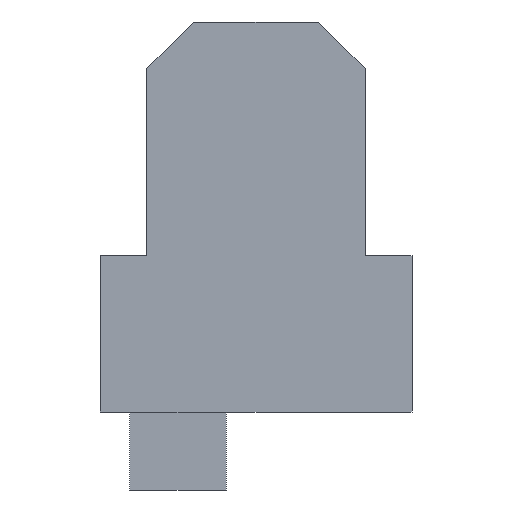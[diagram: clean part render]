
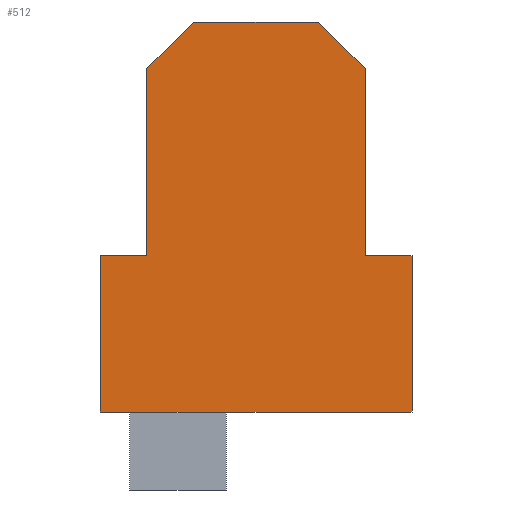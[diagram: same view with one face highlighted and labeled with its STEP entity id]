
A CAD part, front view. The second image highlights one B-rep face of the part: STEP entity #512.
In plain terms, the highlighted planar face has unit normal (0, -1, 0).
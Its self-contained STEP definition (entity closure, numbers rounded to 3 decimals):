
#38=FACE_OUTER_BOUND('',#65,.T.);
#65=EDGE_LOOP('',(#422,#423,#424,#425,#426,#427,#428,#429,#430,#431));
#73=LINE('',#688,#142);
#84=LINE('',#709,#153);
#90=LINE('',#722,#159);
#92=LINE('',#726,#161);
#133=LINE('',#808,#202);
#134=LINE('',#811,#203);
#136=LINE('',#815,#205);
#137=LINE('',#817,#206);
#138=LINE('',#818,#207);
#139=LINE('',#819,#208);
#142=VECTOR('',#563,10.);
#153=VECTOR('',#576,10.);
#159=VECTOR('',#586,10.);
#161=VECTOR('',#590,10.);
#202=VECTOR('',#661,10.);
#203=VECTOR('',#664,10.);
#205=VECTOR('',#668,10.);
#206=VECTOR('',#669,10.);
#207=VECTOR('',#670,10.);
#208=VECTOR('',#671,10.);
#211=VERTEX_POINT('',#686);
#212=VERTEX_POINT('',#687);
#221=VERTEX_POINT('',#707);
#225=VERTEX_POINT('',#719);
#226=VERTEX_POINT('',#721);
#227=VERTEX_POINT('',#725);
#253=VERTEX_POINT('',#806);
#254=VERTEX_POINT('',#810);
#255=VERTEX_POINT('',#814);
#256=VERTEX_POINT('',#816);
#257=EDGE_CURVE('',#211,#212,#73,.T.);
#268=EDGE_CURVE('',#211,#221,#84,.T.);
#274=EDGE_CURVE('',#225,#226,#90,.T.);
#276=EDGE_CURVE('',#227,#226,#92,.T.);
#317=EDGE_CURVE('',#253,#227,#133,.T.);
#318=EDGE_CURVE('',#254,#253,#134,.T.);
#320=EDGE_CURVE('',#221,#255,#136,.T.);
#321=EDGE_CURVE('',#255,#256,#137,.T.);
#322=EDGE_CURVE('',#256,#254,#138,.T.);
#323=EDGE_CURVE('',#212,#225,#139,.T.);
#422=ORIENTED_EDGE('',*,*,#257,.F.);
#423=ORIENTED_EDGE('',*,*,#268,.T.);
#424=ORIENTED_EDGE('',*,*,#320,.T.);
#425=ORIENTED_EDGE('',*,*,#321,.T.);
#426=ORIENTED_EDGE('',*,*,#322,.T.);
#427=ORIENTED_EDGE('',*,*,#318,.T.);
#428=ORIENTED_EDGE('',*,*,#317,.T.);
#429=ORIENTED_EDGE('',*,*,#276,.T.);
#430=ORIENTED_EDGE('',*,*,#274,.F.);
#431=ORIENTED_EDGE('',*,*,#323,.F.);
#485=PLANE('',#553);
#512=ADVANCED_FACE('',(#38),#485,.F.);
#553=AXIS2_PLACEMENT_3D('',#813,#666,#667);
#563=DIRECTION('',(0.707,0.,0.707));
#576=DIRECTION('',(0.,0.,-1.));
#586=DIRECTION('',(0.707,0.,-0.707));
#590=DIRECTION('',(0.,0.,1.));
#661=DIRECTION('',(-1.,0.,0.));
#664=DIRECTION('',(0.,0.,1.));
#666=DIRECTION('center_axis',(0.,1.,0.));
#667=DIRECTION('ref_axis',(1.,0.,0.));
#668=DIRECTION('',(-1.,0.,0.));
#669=DIRECTION('',(0.,0.,-1.));
#670=DIRECTION('',(1.,0.,0.));
#671=DIRECTION('',(1.,0.,0.));
#686=CARTESIAN_POINT('',(3.,0.,22.));
#687=CARTESIAN_POINT('',(6.,0.,25.));
#688=CARTESIAN_POINT('',(2.5,0.,21.5));
#707=CARTESIAN_POINT('',(3.,0.,10.));
#709=CARTESIAN_POINT('',(3.,0.,11.25));
#719=CARTESIAN_POINT('',(14.,0.,25.));
#721=CARTESIAN_POINT('',(17.,0.,22.));
#722=CARTESIAN_POINT('',(17.5,0.,21.5));
#725=CARTESIAN_POINT('',(17.,0.,10.));
#726=CARTESIAN_POINT('',(17.,0.,11.25));
#806=CARTESIAN_POINT('',(20.,0.,10.));
#808=CARTESIAN_POINT('',(15.,0.,10.));
#810=CARTESIAN_POINT('',(20.,0.,0.));
#811=CARTESIAN_POINT('',(20.,0.,20.));
#813=CARTESIAN_POINT('Origin',(10.,0.,10.));
#814=CARTESIAN_POINT('',(0.,0.,10.));
#815=CARTESIAN_POINT('',(5.,0.,10.));
#816=CARTESIAN_POINT('',(0.,0.,0.));
#817=CARTESIAN_POINT('',(0.,0.,20.));
#818=CARTESIAN_POINT('',(0.,0.,0.));
#819=CARTESIAN_POINT('',(20.,0.,25.));
